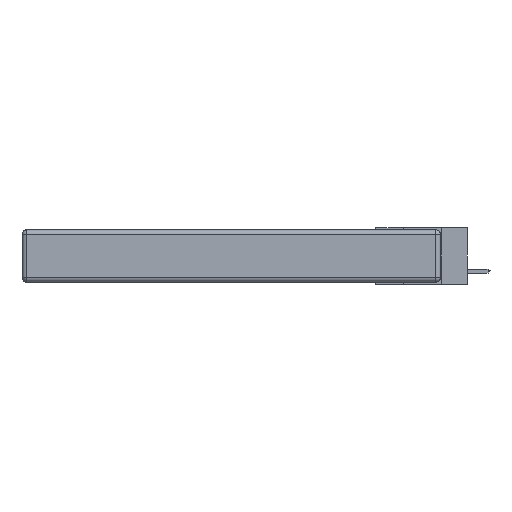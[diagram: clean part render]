
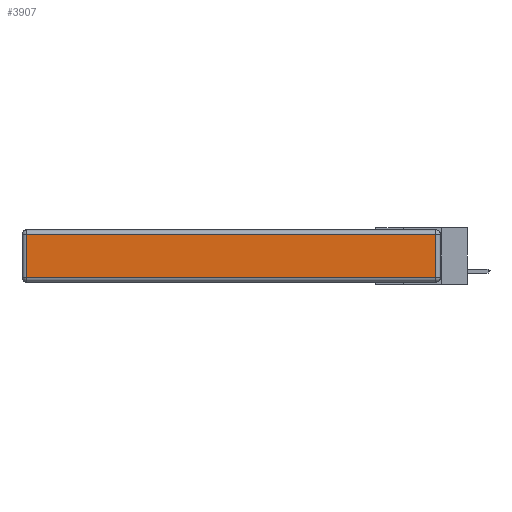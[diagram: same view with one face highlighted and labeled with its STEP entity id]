
A CAD part, left-side view. The second image highlights one B-rep face of the part: STEP entity #3907.
In plain terms, the highlighted planar face has unit normal (-1, 0, 0).
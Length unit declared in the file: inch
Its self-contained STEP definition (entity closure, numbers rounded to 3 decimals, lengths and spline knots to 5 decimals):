
#42 = LINE ( 'NONE', #4369, #13463 ) ;
#1276 = LINE ( 'NONE', #16081, #26527 ) ;
#3481 = CARTESIAN_POINT ( 'NONE',  ( 0., 2.72, -0.313 ) ) ;
#3907 = ADVANCED_FACE ( 'NONE', ( #25671 ), #3948, .T. ) ;
#3948 = PLANE ( 'NONE',  #11725 ) ;
#4369 = CARTESIAN_POINT ( 'NONE',  ( 0., 0.03, -0.343 ) ) ;
#4782 = EDGE_CURVE ( 'NONE', #5847, #4947, #42, .T. ) ;
#4947 = VERTEX_POINT ( 'NONE', #18015 ) ;
#5847 = VERTEX_POINT ( 'NONE', #21749 ) ;
#6676 = VECTOR ( 'NONE', #18096, 39.37008 ) ;
#6721 = DIRECTION ( 'NONE',  ( 0., 0., 1. ) ) ;
#7051 = LINE ( 'NONE', #7674, #20495 ) ;
#7674 = CARTESIAN_POINT ( 'NONE',  ( 0., 0., -0.313 ) ) ;
#9941 = VERTEX_POINT ( 'NONE', #3481 ) ;
#10652 = DIRECTION ( 'NONE',  ( -1., 0., 0. ) ) ;
#10844 = DIRECTION ( 'NONE',  ( 0., 0., 1. ) ) ;
#11725 = AXIS2_PLACEMENT_3D ( 'NONE', #12746, #10652, #10844 ) ;
#11984 = DIRECTION ( 'NONE',  ( 0., -1., 0. ) ) ;
#12525 = ORIENTED_EDGE ( 'NONE', *, *, #18822, .T. ) ;
#12746 = CARTESIAN_POINT ( 'NONE',  ( 0., 0., -0.343 ) ) ;
#13463 = VECTOR ( 'NONE', #6721, 39.37008 ) ;
#13883 = LINE ( 'NONE', #24372, #6676 ) ;
#15148 = DIRECTION ( 'NONE',  ( 0., 0., -1. ) ) ;
#16081 = CARTESIAN_POINT ( 'NONE',  ( 0., 2.72, -0.343 ) ) ;
#16680 = ORIENTED_EDGE ( 'NONE', *, *, #17282, .T. ) ;
#16872 = ORIENTED_EDGE ( 'NONE', *, *, #4782, .T. ) ;
#17282 = EDGE_CURVE ( 'NONE', #4947, #23578, #13883, .T. ) ;
#18015 = CARTESIAN_POINT ( 'NONE',  ( 0., 0.03, -0.03 ) ) ;
#18096 = DIRECTION ( 'NONE',  ( 0., 1., 0. ) ) ;
#18822 = EDGE_CURVE ( 'NONE', #9941, #5847, #7051, .T. ) ;
#20495 = VECTOR ( 'NONE', #11984, 39.37008 ) ;
#21749 = CARTESIAN_POINT ( 'NONE',  ( 0., 0.03, -0.313 ) ) ;
#22567 = EDGE_CURVE ( 'NONE', #23578, #9941, #1276, .T. ) ;
#22872 = CARTESIAN_POINT ( 'NONE',  ( 0., 2.72, -0.03 ) ) ;
#23578 = VERTEX_POINT ( 'NONE', #22872 ) ;
#24372 = CARTESIAN_POINT ( 'NONE',  ( 0., 2.75, -0.03 ) ) ;
#25671 = FACE_OUTER_BOUND ( 'NONE', #27412, .T. ) ;
#26527 = VECTOR ( 'NONE', #15148, 39.37008 ) ;
#27412 = EDGE_LOOP ( 'NONE', ( #12525, #16872, #16680, #28596 ) ) ;
#28596 = ORIENTED_EDGE ( 'NONE', *, *, #22567, .T. ) ;
